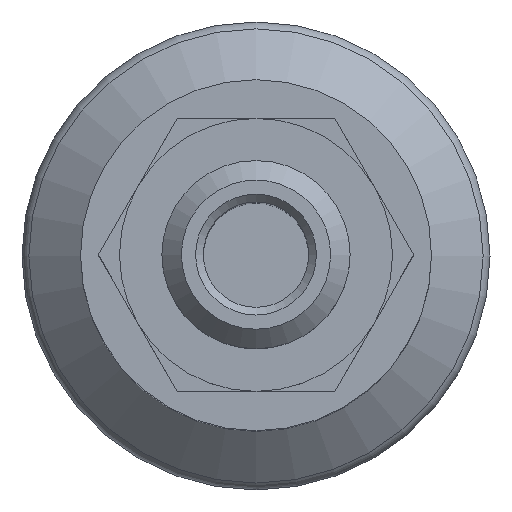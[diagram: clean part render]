
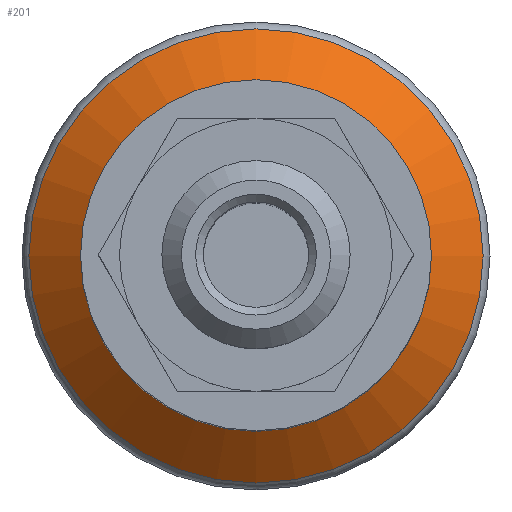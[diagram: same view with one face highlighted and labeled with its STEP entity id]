
A CAD part, top view. The second image highlights one B-rep face of the part: STEP entity #201.
In plain terms, the highlighted conical face has half-angle 49.792 degrees and reference radius 4.5 mm.
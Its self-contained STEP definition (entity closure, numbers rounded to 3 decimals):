
#201 = ADVANCED_FACE( '', ( #401, #402 ), #403, .T. );
#401 = FACE_OUTER_BOUND( '', #584, .T. );
#402 = FACE_BOUND( '', #585, .T. );
#403 = CONICAL_SURFACE( '', #586, 4.5, 0.869 );
#584 = EDGE_LOOP( '', ( #902 ) );
#585 = EDGE_LOOP( '', ( #903 ) );
#586 = AXIS2_PLACEMENT_3D( '', #904, #905, #906 );
#902 = ORIENTED_EDGE( '', *, *, #971, .F. );
#903 = ORIENTED_EDGE( '', *, *, #982, .T. );
#904 = CARTESIAN_POINT( '', ( 0., 0., 6.4 ) );
#905 = DIRECTION( '', ( 0., 0., -1. ) );
#906 = DIRECTION( '', ( -1., 0., 0. ) );
#971 = EDGE_CURVE( '', #1114, #1114, #1115, .T. );
#982 = EDGE_CURVE( '', #1133, #1133, #1134, .T. );
#1114 = VERTEX_POINT( '', #1298 );
#1115 = CIRCLE( '', #1299, 5.823 );
#1133 = VERTEX_POINT( '', #1317 );
#1134 = CIRCLE( '', #1318, 4.5 );
#1298 = CARTESIAN_POINT( '', ( -5.823, 0., 5.282 ) );
#1299 = AXIS2_PLACEMENT_3D( '', #1497, #1498, #1499 );
#1317 = CARTESIAN_POINT( '', ( -4.5, 0., 6.4 ) );
#1318 = AXIS2_PLACEMENT_3D( '', #1524, #1525, #1526 );
#1497 = CARTESIAN_POINT( '', ( 0., 0., 5.282 ) );
#1498 = DIRECTION( '', ( 0., 0., -1. ) );
#1499 = DIRECTION( '', ( -1., 0., 0. ) );
#1524 = CARTESIAN_POINT( '', ( 0., 0., 6.4 ) );
#1525 = DIRECTION( '', ( 0., 0., -1. ) );
#1526 = DIRECTION( '', ( -1., 0., 0. ) );
